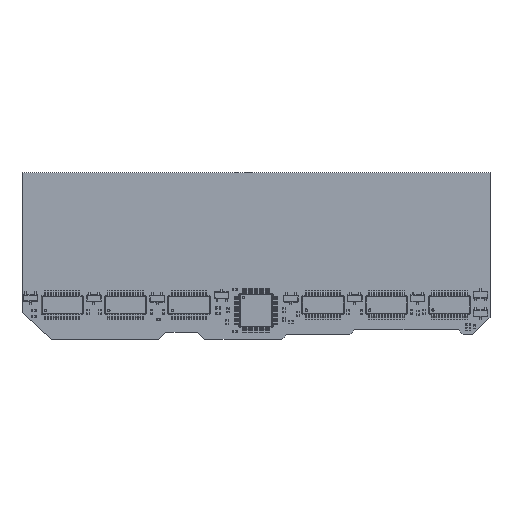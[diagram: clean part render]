
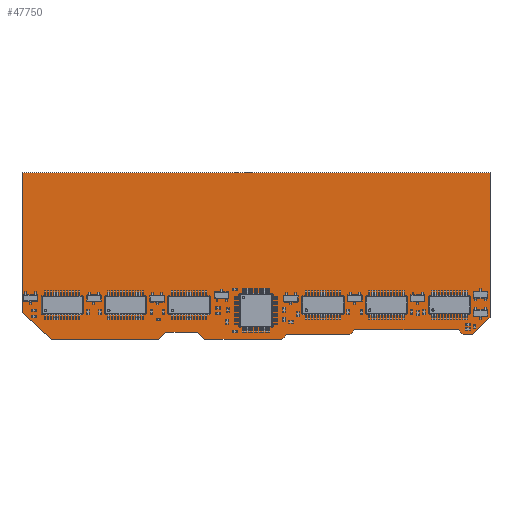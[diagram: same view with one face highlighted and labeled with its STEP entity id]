
A CAD part, top view. The second image highlights one B-rep face of the part: STEP entity #47750.
In plain terms, the highlighted planar face has unit normal (0, 0, 1).
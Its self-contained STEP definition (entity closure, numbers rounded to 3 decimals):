
#47237 = VERTEX_POINT('',#47238);
#47238 = CARTESIAN_POINT('',(48.,-12.625,1.6));
#47244 = EDGE_CURVE('',#47237,#47245,#47247,.T.);
#47245 = VERTEX_POINT('',#47246);
#47246 = CARTESIAN_POINT('',(44.5,-16.125,1.6));
#47247 = LINE('',#47248,#47249);
#47248 = CARTESIAN_POINT('',(48.,-12.625,1.6));
#47249 = VECTOR('',#47250,1.);
#47250 = DIRECTION('',(-0.707,-0.707,0.));
#47275 = EDGE_CURVE('',#47245,#47276,#47278,.T.);
#47276 = VERTEX_POINT('',#47277);
#47277 = CARTESIAN_POINT('',(42.5,-16.125,1.6));
#47278 = LINE('',#47279,#47280);
#47279 = CARTESIAN_POINT('',(44.5,-16.125,1.6));
#47280 = VECTOR('',#47281,1.);
#47281 = DIRECTION('',(-1.,0.,0.));
#47306 = EDGE_CURVE('',#47276,#47307,#47309,.T.);
#47307 = VERTEX_POINT('',#47308);
#47308 = CARTESIAN_POINT('',(41.5,-15.125,1.6));
#47309 = LINE('',#47310,#47311);
#47310 = CARTESIAN_POINT('',(42.5,-16.125,1.6));
#47311 = VECTOR('',#47312,1.);
#47312 = DIRECTION('',(-0.707,0.707,0.));
#47337 = EDGE_CURVE('',#47307,#47338,#47340,.T.);
#47338 = VERTEX_POINT('',#47339);
#47339 = CARTESIAN_POINT('',(20.25,-15.125,1.6));
#47340 = LINE('',#47341,#47342);
#47341 = CARTESIAN_POINT('',(41.5,-15.125,1.6));
#47342 = VECTOR('',#47343,1.);
#47343 = DIRECTION('',(-1.,0.,0.));
#47368 = EDGE_CURVE('',#47338,#47369,#47371,.T.);
#47369 = VERTEX_POINT('',#47370);
#47370 = CARTESIAN_POINT('',(19.25,-16.125,1.6));
#47371 = LINE('',#47372,#47373);
#47372 = CARTESIAN_POINT('',(20.25,-15.125,1.6));
#47373 = VECTOR('',#47374,1.);
#47374 = DIRECTION('',(-0.707,-0.707,0.));
#47399 = EDGE_CURVE('',#47369,#47400,#47402,.T.);
#47400 = VERTEX_POINT('',#47401);
#47401 = CARTESIAN_POINT('',(6.25,-16.125,1.6));
#47402 = LINE('',#47403,#47404);
#47403 = CARTESIAN_POINT('',(19.25,-16.125,1.6));
#47404 = VECTOR('',#47405,1.);
#47405 = DIRECTION('',(-1.,0.,0.));
#47430 = EDGE_CURVE('',#47400,#47431,#47433,.T.);
#47431 = VERTEX_POINT('',#47432);
#47432 = CARTESIAN_POINT('',(5.25,-17.125,1.6));
#47433 = LINE('',#47434,#47435);
#47434 = CARTESIAN_POINT('',(6.25,-16.125,1.6));
#47435 = VECTOR('',#47436,1.);
#47436 = DIRECTION('',(-0.707,-0.707,0.));
#47461 = EDGE_CURVE('',#47431,#47462,#47464,.T.);
#47462 = VERTEX_POINT('',#47463);
#47463 = CARTESIAN_POINT('',(-10.5,-17.125,1.6));
#47464 = LINE('',#47465,#47466);
#47465 = CARTESIAN_POINT('',(5.25,-17.125,1.6));
#47466 = VECTOR('',#47467,1.);
#47467 = DIRECTION('',(-1.,0.,0.));
#47492 = EDGE_CURVE('',#47462,#47493,#47495,.T.);
#47493 = VERTEX_POINT('',#47494);
#47494 = CARTESIAN_POINT('',(-12.,-15.625,1.6));
#47495 = LINE('',#47496,#47497);
#47496 = CARTESIAN_POINT('',(-10.5,-17.125,1.6));
#47497 = VECTOR('',#47498,1.);
#47498 = DIRECTION('',(-0.707,0.707,0.));
#47523 = EDGE_CURVE('',#47493,#47524,#47526,.T.);
#47524 = VERTEX_POINT('',#47525);
#47525 = CARTESIAN_POINT('',(-18.5,-15.625,1.6));
#47526 = LINE('',#47527,#47528);
#47527 = CARTESIAN_POINT('',(-12.,-15.625,1.6));
#47528 = VECTOR('',#47529,1.);
#47529 = DIRECTION('',(-1.,0.,0.));
#47554 = EDGE_CURVE('',#47524,#47555,#47557,.T.);
#47555 = VERTEX_POINT('',#47556);
#47556 = CARTESIAN_POINT('',(-20.,-17.125,1.6));
#47557 = LINE('',#47558,#47559);
#47558 = CARTESIAN_POINT('',(-18.5,-15.625,1.6));
#47559 = VECTOR('',#47560,1.);
#47560 = DIRECTION('',(-0.707,-0.707,0.));
#47585 = EDGE_CURVE('',#47555,#47586,#47588,.T.);
#47586 = VERTEX_POINT('',#47587);
#47587 = CARTESIAN_POINT('',(-42.,-17.125,1.6));
#47588 = LINE('',#47589,#47590);
#47589 = CARTESIAN_POINT('',(-20.,-17.125,1.6));
#47590 = VECTOR('',#47591,1.);
#47591 = DIRECTION('',(-1.,0.,0.));
#47616 = EDGE_CURVE('',#47586,#47617,#47619,.T.);
#47617 = VERTEX_POINT('',#47618);
#47618 = CARTESIAN_POINT('',(-48.,-11.625,1.6));
#47619 = LINE('',#47620,#47621);
#47620 = CARTESIAN_POINT('',(-42.,-17.125,1.6));
#47621 = VECTOR('',#47622,1.);
#47622 = DIRECTION('',(-0.737,0.676,0.));
#47647 = EDGE_CURVE('',#47617,#47648,#47650,.T.);
#47648 = VERTEX_POINT('',#47649);
#47649 = CARTESIAN_POINT('',(-48.,17.125,1.6));
#47650 = LINE('',#47651,#47652);
#47651 = CARTESIAN_POINT('',(-48.,-11.625,1.6));
#47652 = VECTOR('',#47653,1.);
#47653 = DIRECTION('',(0.,1.,0.));
#47678 = EDGE_CURVE('',#47648,#47679,#47681,.T.);
#47679 = VERTEX_POINT('',#47680);
#47680 = CARTESIAN_POINT('',(48.,17.125,1.6));
#47681 = LINE('',#47682,#47683);
#47682 = CARTESIAN_POINT('',(-48.,17.125,1.6));
#47683 = VECTOR('',#47684,1.);
#47684 = DIRECTION('',(1.,0.,0.));
#47709 = EDGE_CURVE('',#47679,#47237,#47710,.T.);
#47710 = LINE('',#47711,#47712);
#47711 = CARTESIAN_POINT('',(48.,17.125,1.6));
#47712 = VECTOR('',#47713,1.);
#47713 = DIRECTION('',(0.,-1.,0.));
#47750 = ADVANCED_FACE('',(#47751),#47769,.T.);
#47751 = FACE_BOUND('',#47752,.F.);
#47752 = EDGE_LOOP('',(#47753,#47754,#47755,#47756,#47757,#47758,#47759,
    #47760,#47761,#47762,#47763,#47764,#47765,#47766,#47767,#47768));
#47753 = ORIENTED_EDGE('',*,*,#47244,.T.);
#47754 = ORIENTED_EDGE('',*,*,#47275,.T.);
#47755 = ORIENTED_EDGE('',*,*,#47306,.T.);
#47756 = ORIENTED_EDGE('',*,*,#47337,.T.);
#47757 = ORIENTED_EDGE('',*,*,#47368,.T.);
#47758 = ORIENTED_EDGE('',*,*,#47399,.T.);
#47759 = ORIENTED_EDGE('',*,*,#47430,.T.);
#47760 = ORIENTED_EDGE('',*,*,#47461,.T.);
#47761 = ORIENTED_EDGE('',*,*,#47492,.T.);
#47762 = ORIENTED_EDGE('',*,*,#47523,.T.);
#47763 = ORIENTED_EDGE('',*,*,#47554,.T.);
#47764 = ORIENTED_EDGE('',*,*,#47585,.T.);
#47765 = ORIENTED_EDGE('',*,*,#47616,.T.);
#47766 = ORIENTED_EDGE('',*,*,#47647,.T.);
#47767 = ORIENTED_EDGE('',*,*,#47678,.T.);
#47768 = ORIENTED_EDGE('',*,*,#47709,.T.);
#47769 = PLANE('',#47770);
#47770 = AXIS2_PLACEMENT_3D('',#47771,#47772,#47773);
#47771 = CARTESIAN_POINT('',(0.,0.,1.6));
#47772 = DIRECTION('',(0.,0.,1.));
#47773 = DIRECTION('',(1.,0.,-0.));
